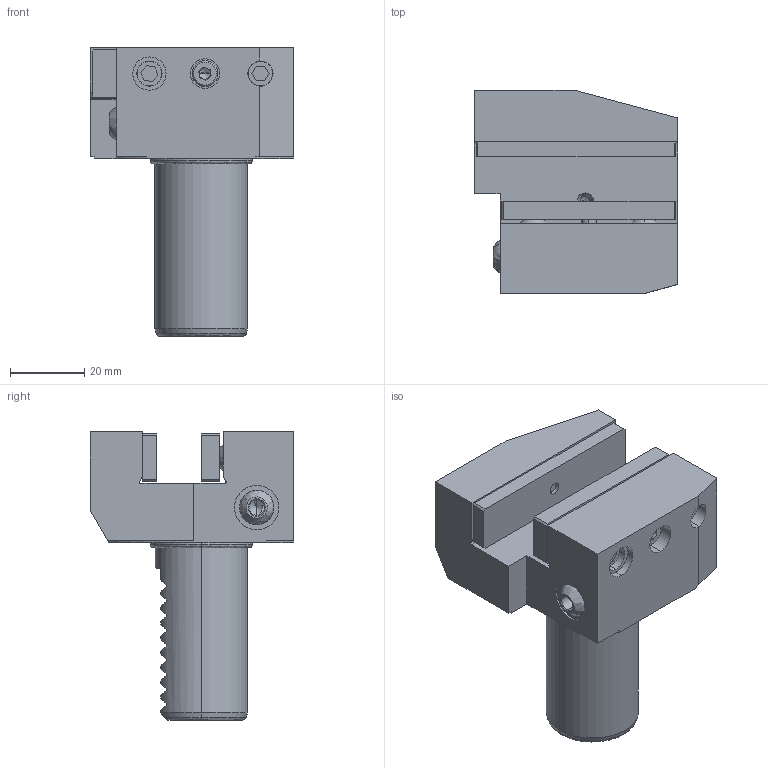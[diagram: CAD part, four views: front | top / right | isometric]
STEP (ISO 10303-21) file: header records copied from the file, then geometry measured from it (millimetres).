
FILE_DESCRIPTION (( 'STEP AP203' ), '1' );
FILE_NAME ('STEP.STEP', '2020-05-11T10:36:36', ( '' ), ( '' ), 'SwSTEP 2.0', 'SolidWorks 2017', '' );
FILE_SCHEMA (( 'CONFIG_CONTROL_DESIGN' ));
Length unit declared in the file: millimetre
Products named in the file (1): STEP
Bounding box: 55 x 55 x 78 mm (x, y, z)
Volume: 91225.9 mm3; surface area: 25482.4 mm2
Topology: 11 solids, 11 shells, 263 faces, 672 edges, 420 vertices
Faces by surface type: plane 134, cylinder 66, cone 46, bspline 17
Entity records: 10605 total; most frequent: CARTESIAN_POINT 4398, ORIENTED_EDGE 1304, DIRECTION 1241, EDGE_CURVE 652, AXIS2_PLACEMENT_3D 445, VERTEX_POINT 420, VECTOR 351, LINE 351
